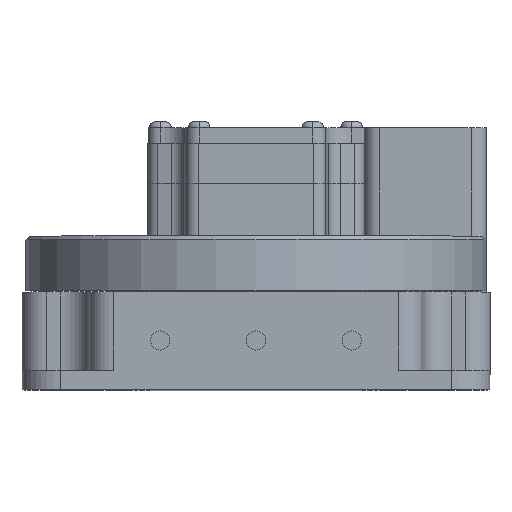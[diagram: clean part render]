
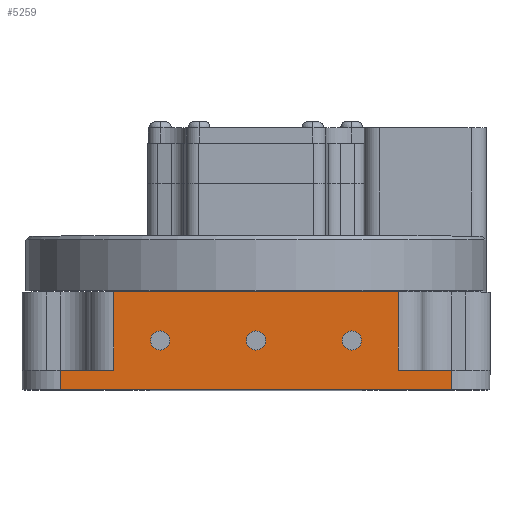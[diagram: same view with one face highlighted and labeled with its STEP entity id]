
A CAD part, top view. The second image highlights one B-rep face of the part: STEP entity #5259.
In plain terms, the highlighted planar face has unit normal (0, 0, 1).
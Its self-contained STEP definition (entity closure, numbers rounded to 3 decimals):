
#77 = DIRECTION ( 'NONE',  ( 1., 0., 0. ) ) ;
#178 = EDGE_CURVE ( 'NONE', #20904, #17707, #14358, .T. ) ;
#189 = ORIENTED_EDGE ( 'NONE', *, *, #15237, .F. ) ;
#312 = CIRCLE ( 'NONE', #2034, 2.5 ) ;
#568 = VECTOR ( 'NONE', #16243, 1000. ) ;
#1237 = VECTOR ( 'NONE', #17669, 1000. ) ;
#1279 = EDGE_LOOP ( 'NONE', ( #9556, #3271, #11000, #15665, #7502, #16259, #17525, #15332 ) ) ;
#1457 = DIRECTION ( 'NONE',  ( 0., 0., -1. ) ) ;
#1573 = CIRCLE ( 'NONE', #11231, 2.5 ) ;
#1657 = CARTESIAN_POINT ( 'NONE',  ( -51., 25.38, 61. ) ) ;
#2034 = AXIS2_PLACEMENT_3D ( 'NONE', #13926, #18971, #4201 ) ;
#2253 = EDGE_CURVE ( 'NONE', #20904, #11753, #7035, .T. ) ;
#2372 = AXIS2_PLACEMENT_3D ( 'NONE', #12292, #10668, #17224 ) ;
#2711 = EDGE_CURVE ( 'NONE', #12772, #9086, #10675, .T. ) ;
#2874 = VECTOR ( 'NONE', #12297, 1000. ) ;
#3220 = CARTESIAN_POINT ( 'NONE',  ( 37.1, 5., 61. ) ) ;
#3271 = ORIENTED_EDGE ( 'NONE', *, *, #178, .F. ) ;
#3448 = DIRECTION ( 'NONE',  ( 0., -1., 0. ) ) ;
#3774 = CARTESIAN_POINT ( 'NONE',  ( -27.5, 12.7, 61. ) ) ;
#3777 = VERTEX_POINT ( 'NONE', #19215 ) ;
#4173 = VERTEX_POINT ( 'NONE', #4619 ) ;
#4183 = CARTESIAN_POINT ( 'NONE',  ( 37.1, 25.38, 61. ) ) ;
#4194 = LINE ( 'NONE', #15955, #1237 ) ;
#4201 = DIRECTION ( 'NONE',  ( 1., 0., 0. ) ) ;
#4345 = VERTEX_POINT ( 'NONE', #3220 ) ;
#4619 = CARTESIAN_POINT ( 'NONE',  ( -51., 5., 61. ) ) ;
#4765 = EDGE_LOOP ( 'NONE', ( #189, #11374 ) ) ;
#4835 = EDGE_CURVE ( 'NONE', #9839, #8667, #1573, .T. ) ;
#4904 = PLANE ( 'NONE',  #18447 ) ;
#5259 = ADVANCED_FACE ( 'NONE', ( #18156, #16431, #19665, #6525 ), #4904, .F. ) ;
#5276 = VERTEX_POINT ( 'NONE', #8254 ) ;
#5542 = EDGE_LOOP ( 'NONE', ( #16223, #20483 ) ) ;
#5859 = DIRECTION ( 'NONE',  ( 0., -1., 0. ) ) ;
#5932 = EDGE_CURVE ( 'NONE', #8776, #17055, #7913, .T. ) ;
#6167 = EDGE_CURVE ( 'NONE', #13647, #9086, #17318, .T. ) ;
#6173 = LINE ( 'NONE', #20929, #12813 ) ;
#6255 = DIRECTION ( 'NONE',  ( 1., 0., 0. ) ) ;
#6525 = FACE_OUTER_BOUND ( 'NONE', #1279, .T. ) ;
#7035 = LINE ( 'NONE', #18124, #13540 ) ;
#7502 = ORIENTED_EDGE ( 'NONE', *, *, #18624, .T. ) ;
#7570 = DIRECTION ( 'NONE',  ( 0., 0., 1. ) ) ;
#7786 = CARTESIAN_POINT ( 'NONE',  ( 0., 12.7, 61. ) ) ;
#7913 = CIRCLE ( 'NONE', #8247, 2.5 ) ;
#7914 = CARTESIAN_POINT ( 'NONE',  ( -37.1, 25.38, 61. ) ) ;
#8247 = AXIS2_PLACEMENT_3D ( 'NONE', #7786, #7570, #20708 ) ;
#8254 = CARTESIAN_POINT ( 'NONE',  ( 22.5, 12.7, 61. ) ) ;
#8380 = LINE ( 'NONE', #19174, #568 ) ;
#8523 = EDGE_CURVE ( 'NONE', #17707, #4345, #12870, .T. ) ;
#8667 = VERTEX_POINT ( 'NONE', #11660 ) ;
#8776 = VERTEX_POINT ( 'NONE', #8968 ) ;
#8838 = CARTESIAN_POINT ( 'NONE',  ( 51., 25.38, 61. ) ) ;
#8908 = CARTESIAN_POINT ( 'NONE',  ( 51., 0., 61. ) ) ;
#8968 = CARTESIAN_POINT ( 'NONE',  ( 2.5, 12.7, 61. ) ) ;
#9023 = EDGE_CURVE ( 'NONE', #5276, #3777, #15534, .T. ) ;
#9039 = DIRECTION ( 'NONE',  ( 1., 0., 0. ) ) ;
#9086 = VERTEX_POINT ( 'NONE', #8908 ) ;
#9312 = ORIENTED_EDGE ( 'NONE', *, *, #4835, .F. ) ;
#9556 = ORIENTED_EDGE ( 'NONE', *, *, #8523, .F. ) ;
#9659 = DIRECTION ( 'NONE',  ( -1., 0., 0. ) ) ;
#9680 = VECTOR ( 'NONE', #12750, 1000. ) ;
#9753 = CIRCLE ( 'NONE', #12519, 2.5 ) ;
#9792 = CARTESIAN_POINT ( 'NONE',  ( -37.1, 5., 61. ) ) ;
#9839 = VERTEX_POINT ( 'NONE', #3774 ) ;
#9860 = CARTESIAN_POINT ( 'NONE',  ( -2.5, 12.7, 61. ) ) ;
#10107 = EDGE_CURVE ( 'NONE', #8667, #9839, #9753, .T. ) ;
#10152 = CARTESIAN_POINT ( 'NONE',  ( 37.1, 36.8, 61. ) ) ;
#10668 = DIRECTION ( 'NONE',  ( 0., 0., 1. ) ) ;
#10675 = LINE ( 'NONE', #8838, #2874 ) ;
#11000 = ORIENTED_EDGE ( 'NONE', *, *, #2253, .T. ) ;
#11131 = CARTESIAN_POINT ( 'NONE',  ( -25., 12.7, 61. ) ) ;
#11231 = AXIS2_PLACEMENT_3D ( 'NONE', #16451, #14852, #77 ) ;
#11374 = ORIENTED_EDGE ( 'NONE', *, *, #9023, .F. ) ;
#11660 = CARTESIAN_POINT ( 'NONE',  ( -22.5, 12.7, 61. ) ) ;
#11687 = CIRCLE ( 'NONE', #2372, 2.5 ) ;
#11753 = VERTEX_POINT ( 'NONE', #9792 ) ;
#11933 = EDGE_LOOP ( 'NONE', ( #15971, #9312 ) ) ;
#12292 = CARTESIAN_POINT ( 'NONE',  ( 0., 12.7, 61. ) ) ;
#12297 = DIRECTION ( 'NONE',  ( 0., -1., 0. ) ) ;
#12475 = EDGE_CURVE ( 'NONE', #4345, #12772, #4194, .T. ) ;
#12519 = AXIS2_PLACEMENT_3D ( 'NONE', #11131, #14754, #6255 ) ;
#12750 = DIRECTION ( 'NONE',  ( 1., 0., 0. ) ) ;
#12772 = VERTEX_POINT ( 'NONE', #18295 ) ;
#12813 = VECTOR ( 'NONE', #5859, 1000. ) ;
#12870 = LINE ( 'NONE', #10152, #14532 ) ;
#13540 = VECTOR ( 'NONE', #3448, 1000. ) ;
#13647 = VERTEX_POINT ( 'NONE', #14043 ) ;
#13926 = CARTESIAN_POINT ( 'NONE',  ( 25., 12.7, 61. ) ) ;
#14043 = CARTESIAN_POINT ( 'NONE',  ( -51., 0., 61. ) ) ;
#14228 = EDGE_CURVE ( 'NONE', #4173, #11753, #8380, .T. ) ;
#14358 = LINE ( 'NONE', #15868, #9680 ) ;
#14532 = VECTOR ( 'NONE', #17035, 1000. ) ;
#14754 = DIRECTION ( 'NONE',  ( 0., 0., 1. ) ) ;
#14852 = DIRECTION ( 'NONE',  ( 0., 0., 1. ) ) ;
#15237 = EDGE_CURVE ( 'NONE', #3777, #5276, #312, .T. ) ;
#15284 = CARTESIAN_POINT ( 'NONE',  ( -51., 0., 61. ) ) ;
#15332 = ORIENTED_EDGE ( 'NONE', *, *, #12475, .F. ) ;
#15534 = CIRCLE ( 'NONE', #16220, 2.5 ) ;
#15665 = ORIENTED_EDGE ( 'NONE', *, *, #14228, .F. ) ;
#15868 = CARTESIAN_POINT ( 'NONE',  ( -51., 25.38, 61. ) ) ;
#15955 = CARTESIAN_POINT ( 'NONE',  ( 37.1, 5., 61. ) ) ;
#15971 = ORIENTED_EDGE ( 'NONE', *, *, #10107, .F. ) ;
#16220 = AXIS2_PLACEMENT_3D ( 'NONE', #20323, #16761, #17193 ) ;
#16223 = ORIENTED_EDGE ( 'NONE', *, *, #5932, .F. ) ;
#16243 = DIRECTION ( 'NONE',  ( 1., 0., 0. ) ) ;
#16259 = ORIENTED_EDGE ( 'NONE', *, *, #6167, .T. ) ;
#16431 = FACE_BOUND ( 'NONE', #5542, .T. ) ;
#16451 = CARTESIAN_POINT ( 'NONE',  ( -25., 12.7, 61. ) ) ;
#16464 = EDGE_CURVE ( 'NONE', #17055, #8776, #11687, .T. ) ;
#16508 = VECTOR ( 'NONE', #9039, 1000. ) ;
#16761 = DIRECTION ( 'NONE',  ( 0., 0., 1. ) ) ;
#17035 = DIRECTION ( 'NONE',  ( 0., -1., 0. ) ) ;
#17055 = VERTEX_POINT ( 'NONE', #9860 ) ;
#17193 = DIRECTION ( 'NONE',  ( 1., 0., 0. ) ) ;
#17224 = DIRECTION ( 'NONE',  ( 1., 0., 0. ) ) ;
#17318 = LINE ( 'NONE', #15284, #16508 ) ;
#17525 = ORIENTED_EDGE ( 'NONE', *, *, #2711, .F. ) ;
#17669 = DIRECTION ( 'NONE',  ( 1., 0., 0. ) ) ;
#17707 = VERTEX_POINT ( 'NONE', #4183 ) ;
#18124 = CARTESIAN_POINT ( 'NONE',  ( -37.1, 36.8, 61. ) ) ;
#18156 = FACE_BOUND ( 'NONE', #4765, .T. ) ;
#18295 = CARTESIAN_POINT ( 'NONE',  ( 51., 5., 61. ) ) ;
#18447 = AXIS2_PLACEMENT_3D ( 'NONE', #1657, #1457, #9659 ) ;
#18624 = EDGE_CURVE ( 'NONE', #4173, #13647, #6173, .T. ) ;
#18971 = DIRECTION ( 'NONE',  ( 0., 0., 1. ) ) ;
#19174 = CARTESIAN_POINT ( 'NONE',  ( -37.1, 5., 61. ) ) ;
#19215 = CARTESIAN_POINT ( 'NONE',  ( 27.5, 12.7, 61. ) ) ;
#19665 = FACE_BOUND ( 'NONE', #11933, .T. ) ;
#20323 = CARTESIAN_POINT ( 'NONE',  ( 25., 12.7, 61. ) ) ;
#20483 = ORIENTED_EDGE ( 'NONE', *, *, #16464, .F. ) ;
#20708 = DIRECTION ( 'NONE',  ( 1., 0., 0. ) ) ;
#20904 = VERTEX_POINT ( 'NONE', #7914 ) ;
#20929 = CARTESIAN_POINT ( 'NONE',  ( -51., 25.38, 61. ) ) ;
